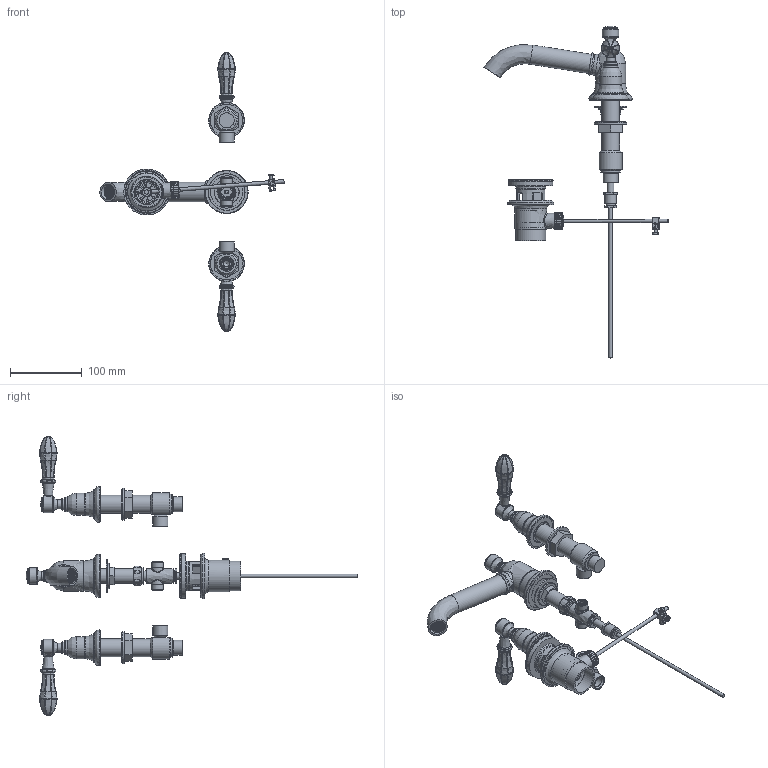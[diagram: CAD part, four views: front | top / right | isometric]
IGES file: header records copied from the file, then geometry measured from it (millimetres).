
Global section: file name: V2K15-GB GC; native system: Autodesk Inventor 2018; preprocessor: unknown; author: adaniels; date: 20171206.144622; units: millimetre
Bounding box: 257.12 x 463.15 x 390 mm (x, y, z)
Volume: 568521.4 mm3; surface area: 277591.4 mm2
Topology: 77 solids, 78 shells, 3667 faces, 9746 edges, 6519 vertices
Faces by surface type: bspline 3667
